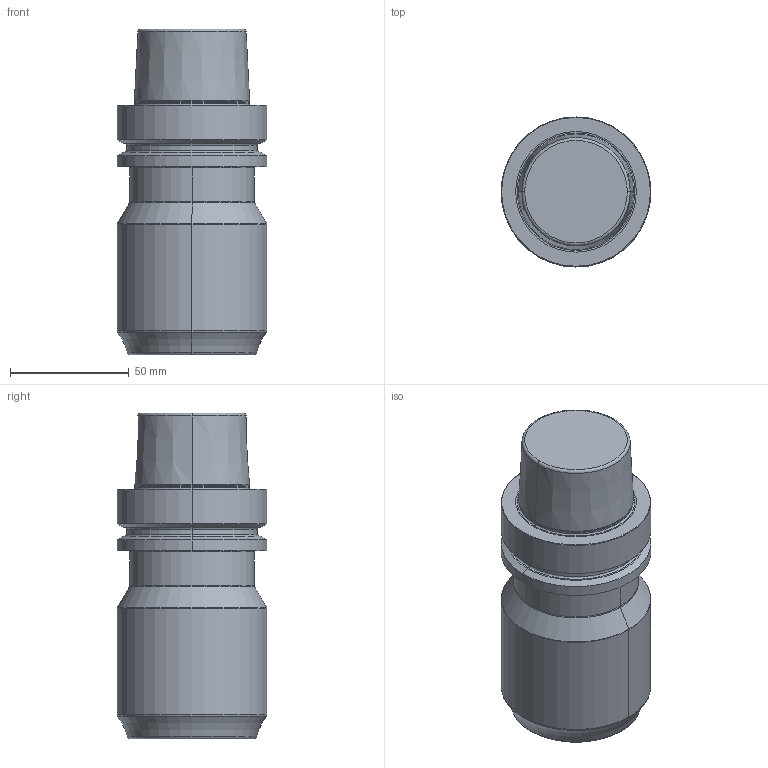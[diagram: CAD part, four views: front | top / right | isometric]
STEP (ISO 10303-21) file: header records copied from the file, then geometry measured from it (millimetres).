
FILE_DESCRIPTION((''),'2;1');
FILE_NAME('607196751-000-00-E43','2019-04-11T11:15:14',('Schellenbef'),(''),'CREO PARAMETRIC BY PTC INC, 2018300','CREO PARAMETRIC BY PTC INC, 2018300','');
FILE_SCHEMA(('AUTOMOTIVE_DESIGN { 1 0 10303 214 1 1 1 1 }'));
Length unit declared in the file: millimetre
Products named in the file (1): 607196751-000-00-E43
Bounding box: 63 x 63 x 136.9 mm (x, y, z)
Volume: 306496.6 mm3; surface area: 38037.9 mm2
Topology: 1 solids, 1 shells, 59 faces, 118 edges, 68 vertices
Faces by surface type: torus 24, cylinder 14, cone 14, plane 7
Entity records: 2786 total; most frequent: DIRECTION 330, CARTESIAN_POINT 246, ORIENTED_EDGE 232, PROPERTY_DEFINITION 156, REPRESENTATION 155, PROPERTY_DEFINITION_REPRESENTATION 155, AXIS2_PLACEMENT_3D 150, PRESENTATION_STYLE_ASSIGNMENT 122
